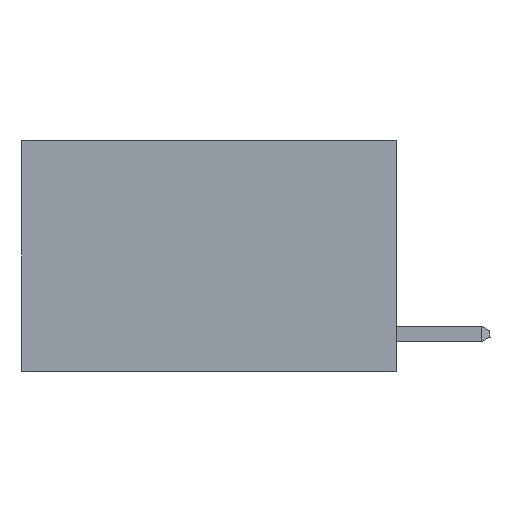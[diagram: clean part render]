
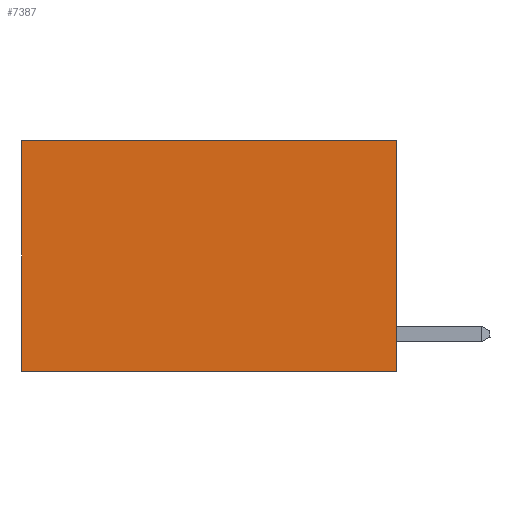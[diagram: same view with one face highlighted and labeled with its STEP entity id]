
A CAD part, left-side view. The second image highlights one B-rep face of the part: STEP entity #7387.
In plain terms, the highlighted planar face has unit normal (-1, 0, 0).
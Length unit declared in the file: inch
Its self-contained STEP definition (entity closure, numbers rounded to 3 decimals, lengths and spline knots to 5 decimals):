
#1047 = ORIENTED_EDGE ( 'NONE', *, *, #7582, .T. ) ;
#1369 = CARTESIAN_POINT ( 'NONE',  ( 0.2625, 0., -0.37 ) ) ;
#1509 = DIRECTION ( 'NONE',  ( 0., 0., -1. ) ) ;
#2307 = PLANE ( 'NONE',  #6890 ) ;
#2758 = EDGE_CURVE ( 'NONE', #9914, #4698, #3155, .T. ) ;
#2841 = DIRECTION ( 'NONE',  ( 0., 1., 0. ) ) ;
#3155 = LINE ( 'NONE', #6912, #6455 ) ;
#3280 = EDGE_CURVE ( 'NONE', #9150, #4698, #10892, .T. ) ;
#3864 = CARTESIAN_POINT ( 'NONE',  ( 0.2625, 0., 0. ) ) ;
#4168 = CARTESIAN_POINT ( 'NONE',  ( 0.2625, 0.6, 0. ) ) ;
#4206 = DIRECTION ( 'NONE',  ( 1., 0., 0. ) ) ;
#4379 = EDGE_LOOP ( 'NONE', ( #4724, #7007, #6031, #1047 ) ) ;
#4698 = VERTEX_POINT ( 'NONE', #5594 ) ;
#4724 = ORIENTED_EDGE ( 'NONE', *, *, #2758, .T. ) ;
#4897 = VERTEX_POINT ( 'NONE', #5727 ) ;
#5090 = DIRECTION ( 'NONE',  ( 0., 1., 0. ) ) ;
#5594 = CARTESIAN_POINT ( 'NONE',  ( 0.2625, 0.6, -0.37 ) ) ;
#5727 = CARTESIAN_POINT ( 'NONE',  ( 0.2625, 0., 0. ) ) ;
#5995 = DIRECTION ( 'NONE',  ( 0., 0., -1. ) ) ;
#6031 = ORIENTED_EDGE ( 'NONE', *, *, #11602, .F. ) ;
#6221 = VECTOR ( 'NONE', #9530, 39.37008 ) ;
#6455 = VECTOR ( 'NONE', #5995, 39.37008 ) ;
#6654 = LINE ( 'NONE', #3864, #6221 ) ;
#6890 = AXIS2_PLACEMENT_3D ( 'NONE', #8751, #4206, #1509 ) ;
#6912 = CARTESIAN_POINT ( 'NONE',  ( 0.2625, 0.6, 0. ) ) ;
#7007 = ORIENTED_EDGE ( 'NONE', *, *, #3280, .F. ) ;
#7101 = FACE_OUTER_BOUND ( 'NONE', #4379, .T. ) ;
#7387 = ADVANCED_FACE ( 'NONE', ( #7101 ), #2307, .F. ) ;
#7582 = EDGE_CURVE ( 'NONE', #4897, #9914, #9429, .T. ) ;
#8604 = VECTOR ( 'NONE', #5090, 39.37008 ) ;
#8751 = CARTESIAN_POINT ( 'NONE',  ( 0.2625, 0., 0. ) ) ;
#8861 = CARTESIAN_POINT ( 'NONE',  ( 0.2625, 0., -0.37 ) ) ;
#9150 = VERTEX_POINT ( 'NONE', #8861 ) ;
#9429 = LINE ( 'NONE', #11296, #11670 ) ;
#9530 = DIRECTION ( 'NONE',  ( 0., 0., -1. ) ) ;
#9914 = VERTEX_POINT ( 'NONE', #4168 ) ;
#10892 = LINE ( 'NONE', #1369, #8604 ) ;
#11296 = CARTESIAN_POINT ( 'NONE',  ( 0.2625, 0., 0. ) ) ;
#11602 = EDGE_CURVE ( 'NONE', #4897, #9150, #6654, .T. ) ;
#11670 = VECTOR ( 'NONE', #2841, 39.37008 ) ;
